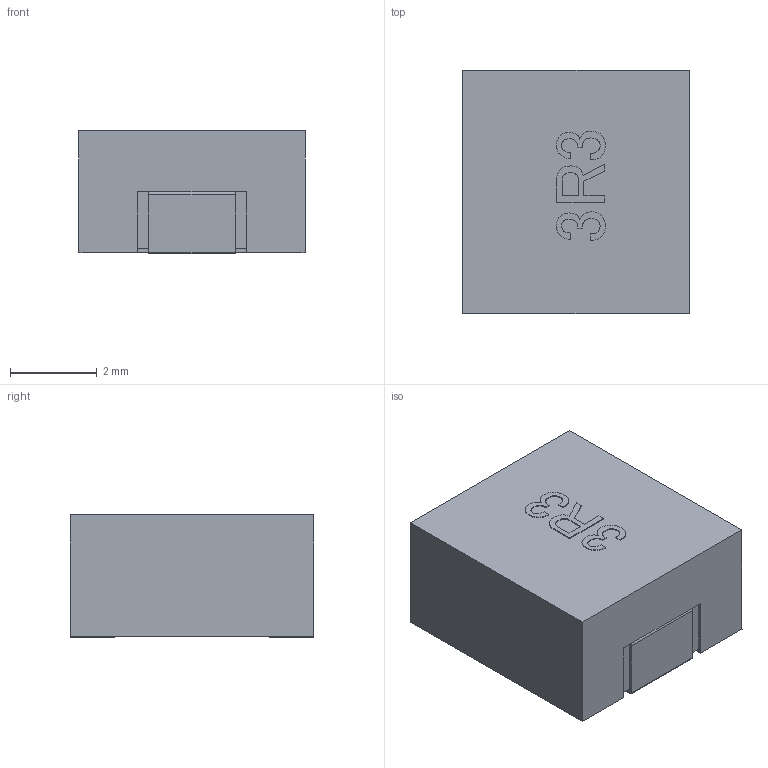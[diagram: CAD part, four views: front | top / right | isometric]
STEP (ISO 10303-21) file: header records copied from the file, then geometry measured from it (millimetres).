
FILE_DESCRIPTION( ('This file contains a STEP AP42 implementation' ,'as created by ZW3D STEP Interface translator.') ,'2;1' );
FILE_NAME( 'CIP0530-HI.stp' ,'1610 5.115829', (''), ('ZWCAD Software Co.'), 'Version 1.0', 'ZW3D to STEP translator', '' );
FILE_SCHEMA( ('CONFIG_CONTROL_DESIGN') );
Length unit declared in the file: millimetre
Products named in the file (1): 0
Bounding box: 5.2 x 5.6 x 2.84 mm (x, y, z)
Volume: 81.3 mm3; surface area: 142.3 mm2
Topology: 6 solids, 6 shells, 125 faces, 339 edges, 226 vertices
Faces by surface type: bspline 125
Entity records: 3747 total; most frequent: CARTESIAN_POINT 1645, ORIENTED_EDGE 678, EDGE_CURVE 339, B_SPLINE_CURVE_WITH_KNOTS 331, VERTEX_POINT 226, EDGE_LOOP 127, FACE_OUTER_BOUND 125, ADVANCED_FACE 125
